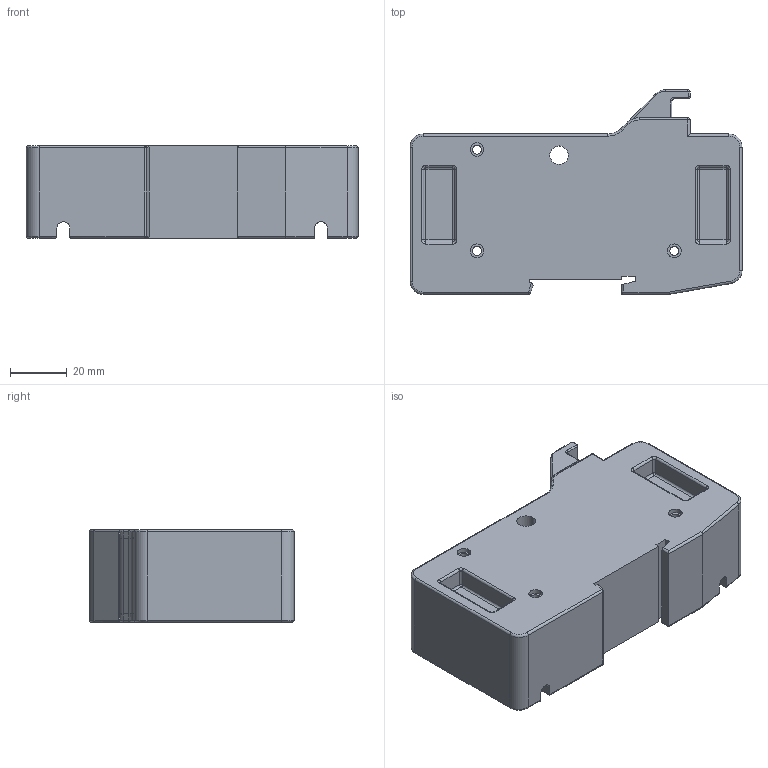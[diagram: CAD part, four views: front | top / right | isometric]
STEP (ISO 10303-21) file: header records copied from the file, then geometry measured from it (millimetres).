
FILE_DESCRIPTION (( 'STEP AP214' ), '1' );
FILE_NAME ('CH30J1L.step', '2017-11-09T21:11:52', ( '' ), ( '' ), 'SwSTEP 2.0', 'SolidWorks 2017', '' );
FILE_SCHEMA (( 'AUTOMOTIVE_DESIGN' ));
Length unit declared in the file: inch
Products named in the file (1): CH30J1L
Bounding box: 116.61 x 71.83 x 32.46 mm (x, y, z)
Volume: 192979.1 mm3; surface area: 33347.3 mm2
Topology: 2 solids, 2 shells, 283 faces, 687 edges, 396 vertices
Faces by surface type: cylinder 143, plane 81, torus 30, sphere 20, bspline 9
Entity records: 8277 total; most frequent: CARTESIAN_POINT 1667, DIRECTION 1464, ORIENTED_EDGE 1330, EDGE_CURVE 665, AXIS2_PLACEMENT_3D 562, VERTEX_POINT 396, VECTOR 340, LINE 340
